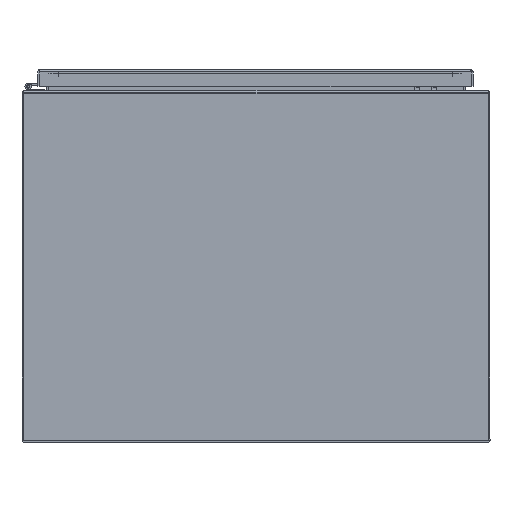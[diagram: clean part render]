
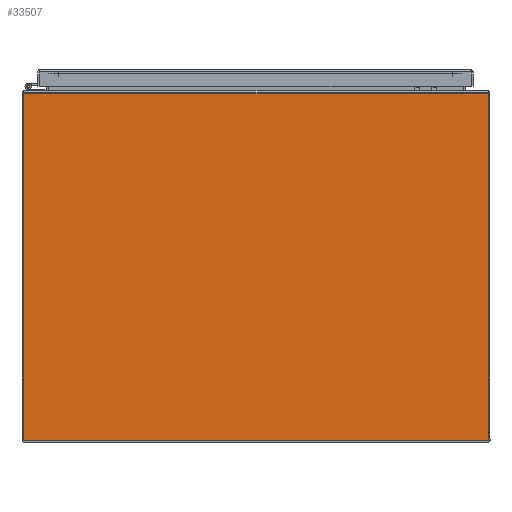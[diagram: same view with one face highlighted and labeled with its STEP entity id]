
A CAD part, front view. The second image highlights one B-rep face of the part: STEP entity #33507.
In plain terms, the highlighted face is planar.
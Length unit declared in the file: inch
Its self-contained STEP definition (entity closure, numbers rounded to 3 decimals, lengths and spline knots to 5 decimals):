
#1195 = FACE_OUTER_BOUND ( 'NONE', #40971, .T. ) ;
#13607 = CARTESIAN_POINT ( 'NONE',  ( 11.9688, -8.8907, 0.0937 ) ) ;
#18717 = CARTESIAN_POINT ( 'NONE',  ( 0., 0., 0.0937 ) ) ;
#19590 = CARTESIAN_POINT ( 'NONE',  ( -5.9844, -8.8907, 0.0937 ) ) ;
#29077 = CARTESIAN_POINT ( 'NONE',  ( -11.9688, 9.01565, 0.0937 ) ) ;
#33507 = ADVANCED_FACE ( 'NONE', ( #1195 ), #138635, .T. ) ;
#33868 = DIRECTION ( 'NONE',  ( 1., 0., 0. ) ) ;
#34185 = AXIS2_PLACEMENT_3D ( 'NONE', #18717, #124180, #33868 ) ;
#36250 = LINE ( 'NONE', #159886, #71592 ) ;
#40681 = VECTOR ( 'NONE', #192176, 39.37008 ) ;
#40971 = EDGE_LOOP ( 'NONE', ( #90982, #144372, #130718, #42871 ) ) ;
#42871 = ORIENTED_EDGE ( 'NONE', *, *, #93013, .F. ) ;
#59867 = CARTESIAN_POINT ( 'NONE',  ( 11.9688, 9.01565, 0.0937 ) ) ;
#71187 = VECTOR ( 'NONE', #168657, 39.37008 ) ;
#71592 = VECTOR ( 'NONE', #100035, 39.37008 ) ;
#80775 = LINE ( 'NONE', #101643, #40681 ) ;
#90982 = ORIENTED_EDGE ( 'NONE', *, *, #173275, .T. ) ;
#93013 = EDGE_CURVE ( 'NONE', #93951, #146458, #36250, .T. ) ;
#93951 = VERTEX_POINT ( 'NONE', #101585 ) ;
#94713 = VECTOR ( 'NONE', #140165, 39.37008 ) ;
#100035 = DIRECTION ( 'NONE',  ( 0., 1., 0. ) ) ;
#101585 = CARTESIAN_POINT ( 'NONE',  ( -11.9688, -8.8907, 0.0937 ) ) ;
#101643 = CARTESIAN_POINT ( 'NONE',  ( -11.9688, 9.01565, 0.0937 ) ) ;
#116062 = LINE ( 'NONE', #138522, #71187 ) ;
#124180 = DIRECTION ( 'NONE',  ( 0., 0., 1. ) ) ;
#130718 = ORIENTED_EDGE ( 'NONE', *, *, #163741, .F. ) ;
#131611 = EDGE_CURVE ( 'NONE', #135405, #183750, #116062, .T. ) ;
#135405 = VERTEX_POINT ( 'NONE', #59867 ) ;
#138522 = CARTESIAN_POINT ( 'NONE',  ( 11.9688, 9.01565, 0.0937 ) ) ;
#138635 = PLANE ( 'NONE',  #34185 ) ;
#140165 = DIRECTION ( 'NONE',  ( 1., 0., 0. ) ) ;
#144372 = ORIENTED_EDGE ( 'NONE', *, *, #131611, .F. ) ;
#146458 = VERTEX_POINT ( 'NONE', #29077 ) ;
#159886 = CARTESIAN_POINT ( 'NONE',  ( -11.9688, -9.01565, 0.0937 ) ) ;
#163741 = EDGE_CURVE ( 'NONE', #146458, #135405, #80775, .T. ) ;
#168657 = DIRECTION ( 'NONE',  ( 0., -1., 0. ) ) ;
#173275 = EDGE_CURVE ( 'NONE', #93951, #183750, #174687, .T. ) ;
#174687 = LINE ( 'NONE', #19590, #94713 ) ;
#183750 = VERTEX_POINT ( 'NONE', #13607 ) ;
#192176 = DIRECTION ( 'NONE',  ( 1., 0., 0. ) ) ;
